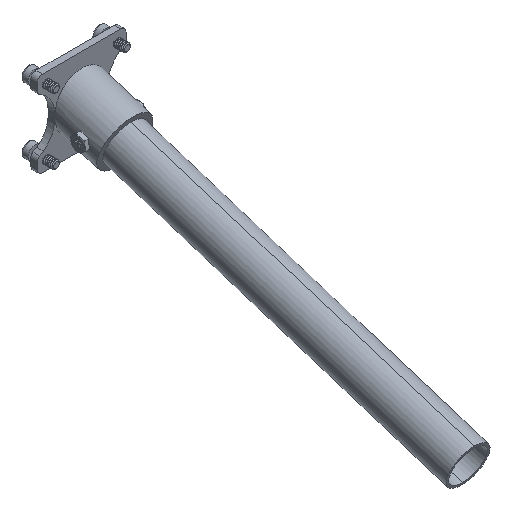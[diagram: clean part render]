
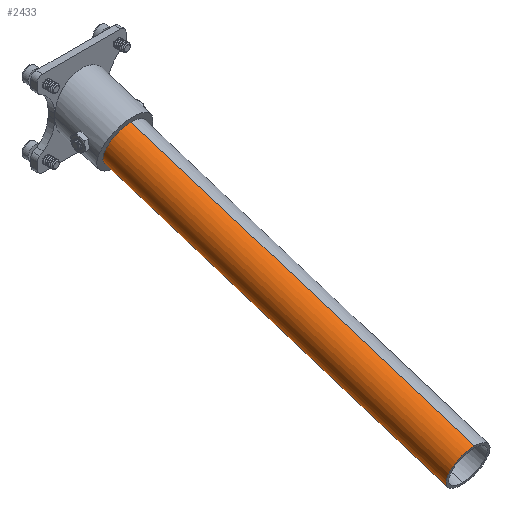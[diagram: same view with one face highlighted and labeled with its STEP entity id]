
A CAD part, isometric view. The second image highlights one B-rep face of the part: STEP entity #2433.
In plain terms, the highlighted cylindrical face has radius 8 mm (diameter 16 mm), a partial arc.
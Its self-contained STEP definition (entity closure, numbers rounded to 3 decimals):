
#2125=CARTESIAN_POINT('',(0.,0.,0.));
#2126=DIRECTION('',(0.,0.,1.));
#2127=DIRECTION('',(-1.,0.,0.));
#2128=AXIS2_PLACEMENT_3D('',#2125,#2126,#2127);
#2209=CARTESIAN_POINT('',(0.,0.,150.));
#2210=DIRECTION('',(0.,0.,1.));
#2211=DIRECTION('',(-1.,0.,0.));
#2212=AXIS2_PLACEMENT_3D('',#2209,#2210,#2211);
#2214=DIRECTION('',(0.,0.,1.));
#2215=VECTOR('',#2214,150.);
#2216=CARTESIAN_POINT('',(8.,0.,0.));
#2217=LINE('',#2216,#2215);
#2246=DIRECTION('',(0.,0.,1.));
#2247=VECTOR('',#2246,150.);
#2248=CARTESIAN_POINT('',(-8.,0.,0.));
#2249=LINE('',#2248,#2247);
#2250=CARTESIAN_POINT('',(1.55,-7.848,6.5));
#2251=CARTESIAN_POINT('',(1.55,-7.848,6.335));
#2252=CARTESIAN_POINT('',(1.5,-7.858,6.021));
#2253=CARTESIAN_POINT('',(1.276,-7.899,5.574));
#2254=CARTESIAN_POINT('',(0.926,-7.95,
5.225));
#2255=CARTESIAN_POINT('',(0.488,-7.99,
5.002));
#2256=CARTESIAN_POINT('',(0.,-8.005,
4.924));
#2257=CARTESIAN_POINT('',(-0.486,-7.99,
5.001));
#2258=CARTESIAN_POINT('',(-0.929,-7.949,
5.227));
#2259=CARTESIAN_POINT('',(-1.276,-7.899,
5.574));
#2260=CARTESIAN_POINT('',(-1.5,-7.858,
6.02));
#2261=CARTESIAN_POINT('',(-1.55,-7.848,6.335));
#2262=CARTESIAN_POINT('',(-1.55,-7.848,6.5));
#2264=CARTESIAN_POINT('',(-1.55,-7.848,6.5));
#2265=CARTESIAN_POINT('',(-1.55,-7.848,6.665));
#2266=CARTESIAN_POINT('',(-1.5,-7.858,
6.979));
#2267=CARTESIAN_POINT('',(-1.276,-7.899,
7.426));
#2268=CARTESIAN_POINT('',(-0.926,-7.95,
7.775));
#2269=CARTESIAN_POINT('',(-0.488,-7.99,
7.998));
#2270=CARTESIAN_POINT('',(-0.001,-8.005,
8.076));
#2271=CARTESIAN_POINT('',(0.486,-7.99,
7.999));
#2272=CARTESIAN_POINT('',(0.929,-7.949,
7.773));
#2273=CARTESIAN_POINT('',(1.276,-7.899,7.426));
#2274=CARTESIAN_POINT('',(1.5,-7.858,6.98));
#2275=CARTESIAN_POINT('',(1.55,-7.848,6.665));
#2276=CARTESIAN_POINT('',(1.55,-7.848,6.5));
#2298=CARTESIAN_POINT('',(8.,0.,0.));
#2299=CARTESIAN_POINT('',(-8.,0.,0.));
#2300=VERTEX_POINT('',#2298);
#2301=VERTEX_POINT('',#2299);
#2306=CARTESIAN_POINT('',(8.,0.,150.));
#2307=CARTESIAN_POINT('',(-8.,0.,150.));
#2308=VERTEX_POINT('',#2306);
#2309=VERTEX_POINT('',#2307);
#2312=VERTEX_POINT('',#2250);
#2313=VERTEX_POINT('',#2262);
#2416=CARTESIAN_POINT('',(0.,0.,0.));
#2417=DIRECTION('',(0.,0.,1.));
#2418=DIRECTION('',(1.,0.,0.));
#2419=AXIS2_PLACEMENT_3D('',#2416,#2417,#2418);
#2420=CYLINDRICAL_SURFACE('',#2419,8.);
#2421=ORIENTED_EDGE('',*,*,#2329,.F.);
#2422=ORIENTED_EDGE('',*,*,#2405,.T.);
#2423=ORIENTED_EDGE('',*,*,#2387,.T.);
#2424=ORIENTED_EDGE('',*,*,#2402,.F.);
#2425=EDGE_LOOP('',(#2421,#2422,#2423,#2424));
#2426=FACE_OUTER_BOUND('',#2425,.F.);
#2428=ORIENTED_EDGE('',*,*,#2427,.F.);
#2430=ORIENTED_EDGE('',*,*,#2429,.F.);
#2431=EDGE_LOOP('',(#2428,#2430));
#2432=FACE_BOUND('',#2431,.F.);
#2433=ADVANCED_FACE('',(#2426,#2432),#2420,.T.);
#2129=CIRCLE('',#2128,8.);
#2213=CIRCLE('',#2212,8.);
#2263=B_SPLINE_CURVE_WITH_KNOTS('',3,(#2250,#2251,#2252,#2253,#2254,#2255,#2256,
#2257,#2258,#2259,#2260,#2261,#2262),.UNSPECIFIED.,.F.,.F.,(4,1,1,1,1,1,1,1,1,1,
4),(0.,0.1,0.2,0.3,0.4,0.5,0.6,0.7,0.8,0.9,1.),
.UNSPECIFIED.);
#2277=B_SPLINE_CURVE_WITH_KNOTS('',3,(#2264,#2265,#2266,#2267,#2268,#2269,#2270,
#2271,#2272,#2273,#2274,#2275,#2276),.UNSPECIFIED.,.F.,.F.,(4,1,1,1,1,1,1,1,1,1,
4),(0.,0.1,0.2,0.3,0.4,0.5,0.6,0.7,0.8,0.9,1.),
.UNSPECIFIED.);
#2329=EDGE_CURVE('',#2301,#2300,#2129,.T.);
#2387=EDGE_CURVE('',#2309,#2308,#2213,.T.);
#2402=EDGE_CURVE('',#2300,#2308,#2217,.T.);
#2405=EDGE_CURVE('',#2301,#2309,#2249,.T.);
#2427=EDGE_CURVE('',#2312,#2313,#2263,.T.);
#2429=EDGE_CURVE('',#2313,#2312,#2277,.T.);
